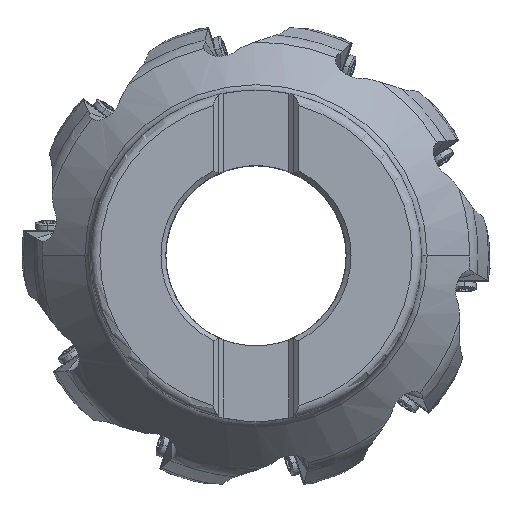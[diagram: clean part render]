
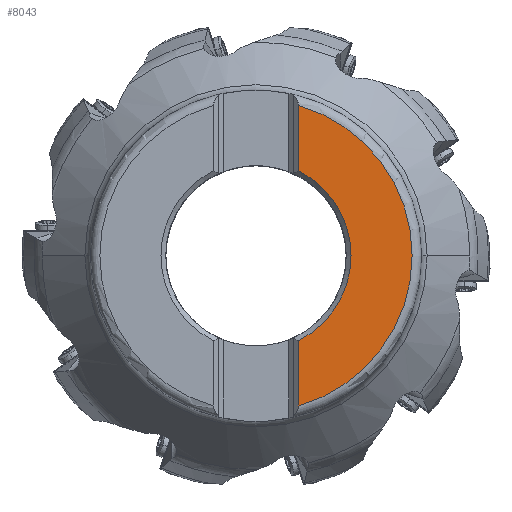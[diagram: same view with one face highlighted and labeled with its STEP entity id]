
A CAD part, top view. The second image highlights one B-rep face of the part: STEP entity #8043.
In plain terms, the highlighted planar face has unit normal (0, 0, 1).
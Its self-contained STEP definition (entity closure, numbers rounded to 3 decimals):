
#3116=LINE('',#52554,#4915);
#3117=LINE('',#52555,#4916);
#4915=VECTOR('',#35527,1.);
#4916=VECTOR('',#35528,1.);
#6617=FACE_OUTER_BOUND('',#10385,.T.);
#8043=ADVANCED_FACE('',(#6617),#9194,.T.);
#9194=PLANE('',#30476);
#10385=EDGE_LOOP('',(#15562,#15563,#15564,#15565,#15566,#15567));
#15562=ORIENTED_EDGE('',*,*,#24925,.F.);
#15563=ORIENTED_EDGE('',*,*,#24924,.F.);
#15564=ORIENTED_EDGE('',*,*,#24926,.F.);
#15565=ORIENTED_EDGE('',*,*,#24885,.F.);
#15566=ORIENTED_EDGE('',*,*,#24884,.F.);
#15567=ORIENTED_EDGE('',*,*,#24927,.F.);
#21364=VERTEX_POINT('',#52427);
#21365=VERTEX_POINT('',#52429);
#21366=VERTEX_POINT('',#52431);
#21392=VERTEX_POINT('',#52542);
#21393=VERTEX_POINT('',#52549);
#21394=VERTEX_POINT('',#52551);
#24884=EDGE_CURVE('',#21364,#21365,#27432,.T.);
#24885=EDGE_CURVE('',#21365,#21366,#27433,.T.);
#24924=EDGE_CURVE('',#21393,#21394,#27447,.T.);
#24925=EDGE_CURVE('',#21394,#21392,#27448,.T.);
#24926=EDGE_CURVE('',#21366,#21393,#3116,.T.);
#24927=EDGE_CURVE('',#21392,#21364,#3117,.T.);
#27432=CIRCLE('',#30448,33.);
#27433=CIRCLE('',#30449,33.);
#27447=CIRCLE('',#30473,20.085);
#27448=CIRCLE('',#30474,20.085);
#30448=AXIS2_PLACEMENT_3D('',#52428,#35455,#35456);
#30449=AXIS2_PLACEMENT_3D('',#52430,#35457,#35458);
#30473=AXIS2_PLACEMENT_3D('',#52550,#35521,#35522);
#30474=AXIS2_PLACEMENT_3D('',#52552,#35523,#35524);
#30476=AXIS2_PLACEMENT_3D('',#52556,#35529,#35530);
#35455=DIRECTION('',(0.,0.,-1.));
#35456=DIRECTION('',(0.271,0.963,0.));
#35457=DIRECTION('',(0.,0.,-1.));
#35458=DIRECTION('',(1.,0.,0.));
#35521=DIRECTION('',(0.,0.,1.));
#35522=DIRECTION('',(0.445,-0.896,0.));
#35523=DIRECTION('',(0.,0.,1.));
#35524=DIRECTION('',(1.,0.,0.));
#35527=DIRECTION('',(0.,1.,0.));
#35528=DIRECTION('',(0.,1.,0.));
#35529=DIRECTION('',(0.,0.,1.));
#35530=DIRECTION('',(1.,0.,0.));
#52427=CARTESIAN_POINT('',(8.937,31.767,0.));
#52428=CARTESIAN_POINT('',(0.,0.,0.));
#52429=CARTESIAN_POINT('',(33.,0.,0.));
#52430=CARTESIAN_POINT('',(0.,0.,0.));
#52431=CARTESIAN_POINT('',(8.938,-31.767,0.));
#52542=CARTESIAN_POINT('',(8.937,17.987,0.));
#52549=CARTESIAN_POINT('',(8.938,-17.987,0.));
#52550=CARTESIAN_POINT('',(0.,0.,0.));
#52551=CARTESIAN_POINT('',(20.085,0.,0.));
#52552=CARTESIAN_POINT('',(0.,0.,0.));
#52554=CARTESIAN_POINT('',(8.938,-31.767,0.));
#52555=CARTESIAN_POINT('',(8.938,17.987,0.));
#52556=CARTESIAN_POINT('',(20.969,0.,0.));
